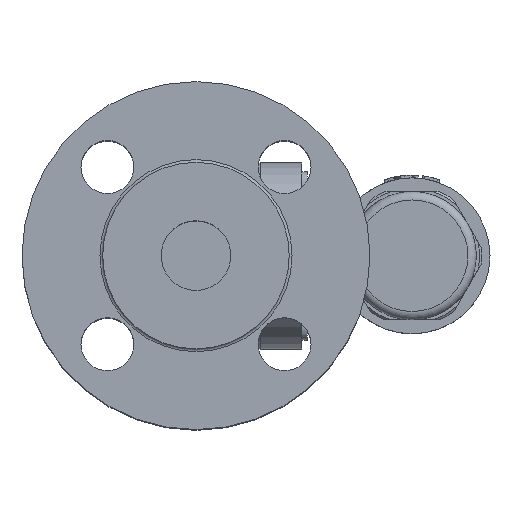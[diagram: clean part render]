
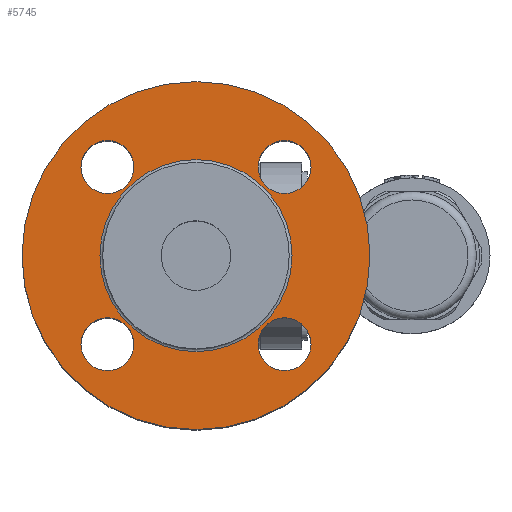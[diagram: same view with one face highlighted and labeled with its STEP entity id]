
A CAD part, top view. The second image highlights one B-rep face of the part: STEP entity #5745.
In plain terms, the highlighted planar face has unit normal (0, 0, 1).
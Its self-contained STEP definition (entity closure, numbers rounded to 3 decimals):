
#1053=FACE_BOUND('',#1614,.T.);
#1054=FACE_BOUND('',#1615,.T.);
#1055=FACE_BOUND('',#1616,.T.);
#1056=FACE_BOUND('',#1617,.T.);
#1057=FACE_BOUND('',#1618,.T.);
#1094=PLANE('',#6166);
#1241=FACE_OUTER_BOUND('',#1613,.T.);
#1613=EDGE_LOOP('',(#3966,#3967));
#1614=EDGE_LOOP('',(#3968,#3969));
#1615=EDGE_LOOP('',(#3970,#3971));
#1616=EDGE_LOOP('',(#3972,#3973));
#1617=EDGE_LOOP('',(#3974,#3975));
#1618=EDGE_LOOP('',(#3976,#3977));
#2030=CIRCLE('',#6161,34.5);
#2034=CIRCLE('',#6165,34.5);
#2035=CIRCLE('',#6167,62.5);
#2036=CIRCLE('',#6168,62.5);
#2037=CIRCLE('',#6169,9.5);
#2038=CIRCLE('',#6170,9.5);
#2039=CIRCLE('',#6171,9.5);
#2040=CIRCLE('',#6172,9.5);
#2041=CIRCLE('',#6173,9.5);
#2042=CIRCLE('',#6174,9.5);
#2043=CIRCLE('',#6175,9.5);
#2044=CIRCLE('',#6176,9.5);
#2414=VERTEX_POINT('',#8680);
#2415=VERTEX_POINT('',#8681);
#2418=VERTEX_POINT('',#8690);
#2419=VERTEX_POINT('',#8691);
#2420=VERTEX_POINT('',#8694);
#2421=VERTEX_POINT('',#8695);
#2422=VERTEX_POINT('',#8698);
#2423=VERTEX_POINT('',#8699);
#2424=VERTEX_POINT('',#8702);
#2425=VERTEX_POINT('',#8703);
#2426=VERTEX_POINT('',#8706);
#2427=VERTEX_POINT('',#8707);
#3007=EDGE_CURVE('',#2414,#2415,#2030,.T.);
#3011=EDGE_CURVE('',#2415,#2414,#2034,.T.);
#3012=EDGE_CURVE('',#2418,#2419,#2035,.T.);
#3013=EDGE_CURVE('',#2419,#2418,#2036,.T.);
#3014=EDGE_CURVE('',#2420,#2421,#2037,.T.);
#3015=EDGE_CURVE('',#2421,#2420,#2038,.T.);
#3016=EDGE_CURVE('',#2422,#2423,#2039,.T.);
#3017=EDGE_CURVE('',#2423,#2422,#2040,.T.);
#3018=EDGE_CURVE('',#2424,#2425,#2041,.T.);
#3019=EDGE_CURVE('',#2425,#2424,#2042,.T.);
#3020=EDGE_CURVE('',#2426,#2427,#2043,.T.);
#3021=EDGE_CURVE('',#2427,#2426,#2044,.T.);
#3966=ORIENTED_EDGE('',*,*,#3012,.T.);
#3967=ORIENTED_EDGE('',*,*,#3013,.T.);
#3968=ORIENTED_EDGE('',*,*,#3014,.T.);
#3969=ORIENTED_EDGE('',*,*,#3015,.T.);
#3970=ORIENTED_EDGE('',*,*,#3016,.T.);
#3971=ORIENTED_EDGE('',*,*,#3017,.T.);
#3972=ORIENTED_EDGE('',*,*,#3018,.T.);
#3973=ORIENTED_EDGE('',*,*,#3019,.T.);
#3974=ORIENTED_EDGE('',*,*,#3020,.T.);
#3975=ORIENTED_EDGE('',*,*,#3021,.T.);
#3976=ORIENTED_EDGE('',*,*,#3007,.F.);
#3977=ORIENTED_EDGE('',*,*,#3011,.F.);
#5745=ADVANCED_FACE('',(#1241,#1053,#1054,#1055,#1056,#1057),#1094,.T.);
#6161=AXIS2_PLACEMENT_3D('',#8682,#6945,#6946);
#6165=AXIS2_PLACEMENT_3D('',#8688,#6953,#6954);
#6166=AXIS2_PLACEMENT_3D('',#8689,#6955,#6956);
#6167=AXIS2_PLACEMENT_3D('',#8692,#6957,#6958);
#6168=AXIS2_PLACEMENT_3D('',#8693,#6959,#6960);
#6169=AXIS2_PLACEMENT_3D('',#8696,#6961,#6962);
#6170=AXIS2_PLACEMENT_3D('',#8697,#6963,#6964);
#6171=AXIS2_PLACEMENT_3D('',#8700,#6965,#6966);
#6172=AXIS2_PLACEMENT_3D('',#8701,#6967,#6968);
#6173=AXIS2_PLACEMENT_3D('',#8704,#6969,#6970);
#6174=AXIS2_PLACEMENT_3D('',#8705,#6971,#6972);
#6175=AXIS2_PLACEMENT_3D('',#8708,#6973,#6974);
#6176=AXIS2_PLACEMENT_3D('',#8709,#6975,#6976);
#6945=DIRECTION('center_axis',(0.,0.,1.));
#6946=DIRECTION('ref_axis',(-1.,0.,0.));
#6953=DIRECTION('center_axis',(0.,0.,1.));
#6954=DIRECTION('ref_axis',(-1.,0.,0.));
#6955=DIRECTION('center_axis',(0.,0.,1.));
#6956=DIRECTION('ref_axis',(1.,0.,0.));
#6957=DIRECTION('center_axis',(0.,0.,1.));
#6958=DIRECTION('ref_axis',(1.,0.,0.));
#6959=DIRECTION('center_axis',(0.,0.,1.));
#6960=DIRECTION('ref_axis',(1.,0.,0.));
#6961=DIRECTION('center_axis',(0.,0.,-1.));
#6962=DIRECTION('ref_axis',(1.,0.,0.));
#6963=DIRECTION('center_axis',(0.,0.,-1.));
#6964=DIRECTION('ref_axis',(1.,0.,0.));
#6965=DIRECTION('center_axis',(0.,0.,-1.));
#6966=DIRECTION('ref_axis',(0.,1.,0.));
#6967=DIRECTION('center_axis',(0.,0.,-1.));
#6968=DIRECTION('ref_axis',(0.,1.,0.));
#6969=DIRECTION('center_axis',(0.,0.,-1.));
#6970=DIRECTION('ref_axis',(-1.,0.,0.));
#6971=DIRECTION('center_axis',(0.,0.,-1.));
#6972=DIRECTION('ref_axis',(-1.,0.,0.));
#6973=DIRECTION('center_axis',(0.,0.,-1.));
#6974=DIRECTION('ref_axis',(0.,-1.,0.));
#6975=DIRECTION('center_axis',(0.,0.,-1.));
#6976=DIRECTION('ref_axis',(0.,-1.,0.));
#8680=CARTESIAN_POINT('',(34.5,0.,81.));
#8681=CARTESIAN_POINT('',(-34.5,0.,81.));
#8682=CARTESIAN_POINT('Origin',(0.,0.,81.));
#8688=CARTESIAN_POINT('Origin',(0.,0.,81.));
#8689=CARTESIAN_POINT('Origin',(48.,0.,81.));
#8690=CARTESIAN_POINT('',(62.5,0.,81.));
#8691=CARTESIAN_POINT('',(-62.5,0.,81.));
#8692=CARTESIAN_POINT('Origin',(0.,0.,81.));
#8693=CARTESIAN_POINT('Origin',(0.,0.,81.));
#8694=CARTESIAN_POINT('',(41.32,31.82,81.));
#8695=CARTESIAN_POINT('',(22.32,31.82,81.));
#8696=CARTESIAN_POINT('Origin',(31.82,31.82,81.));
#8697=CARTESIAN_POINT('Origin',(31.82,31.82,81.));
#8698=CARTESIAN_POINT('',(-31.82,41.32,81.));
#8699=CARTESIAN_POINT('',(-31.82,22.32,81.));
#8700=CARTESIAN_POINT('Origin',(-31.82,31.82,81.));
#8701=CARTESIAN_POINT('Origin',(-31.82,31.82,81.));
#8702=CARTESIAN_POINT('',(-41.32,-31.82,81.));
#8703=CARTESIAN_POINT('',(-22.32,-31.82,81.));
#8704=CARTESIAN_POINT('Origin',(-31.82,-31.82,81.));
#8705=CARTESIAN_POINT('Origin',(-31.82,-31.82,81.));
#8706=CARTESIAN_POINT('',(31.82,-41.32,81.));
#8707=CARTESIAN_POINT('',(31.82,-22.32,81.));
#8708=CARTESIAN_POINT('Origin',(31.82,-31.82,81.));
#8709=CARTESIAN_POINT('Origin',(31.82,-31.82,81.));
